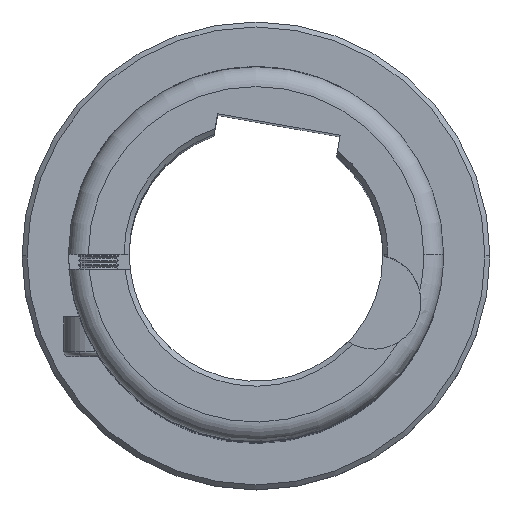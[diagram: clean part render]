
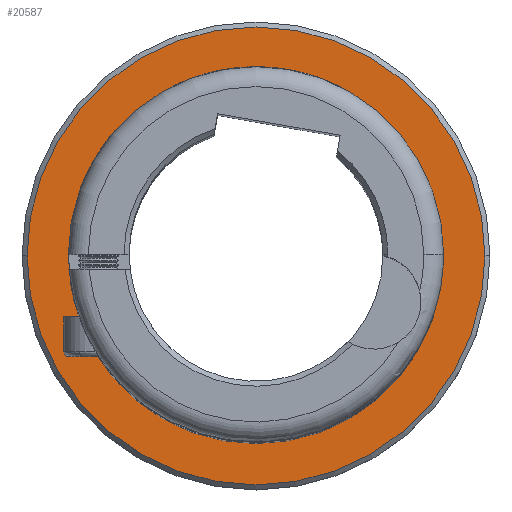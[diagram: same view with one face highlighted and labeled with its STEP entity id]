
A CAD part, top view. The second image highlights one B-rep face of the part: STEP entity #20587.
In plain terms, the highlighted planar face has unit normal (0, 0, 1).
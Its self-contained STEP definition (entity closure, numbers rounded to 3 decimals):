
#116 = DIRECTION ( 'NONE',  ( 0., -1., 0. ) ) ;
#659 = AXIS2_PLACEMENT_3D ( 'NONE', #24075, #3099, #21779 ) ;
#708 = CIRCLE ( 'NONE', #21750, 18.85 ) ;
#1620 = EDGE_CURVE ( 'NONE', #18929, #14239, #23413, .T. ) ;
#3099 = DIRECTION ( 'NONE',  ( 0., 0., 1. ) ) ;
#6045 = EDGE_CURVE ( 'NONE', #14239, #18929, #708, .T. ) ;
#7030 = FACE_OUTER_BOUND ( 'NONE', #21403, .T. ) ;
#7303 = CARTESIAN_POINT ( 'NONE',  ( -32.266, 69.354, -71.033 ) ) ;
#8894 = EDGE_LOOP ( 'NONE', ( #16662, #14181 ) ) ;
#9615 = AXIS2_PLACEMENT_3D ( 'NONE', #21406, #14812, #14511 ) ;
#10207 = AXIS2_PLACEMENT_3D ( 'NONE', #20623, #20016, #13131 ) ;
#12041 = AXIS2_PLACEMENT_3D ( 'NONE', #18807, #28179, #116 ) ;
#13131 = DIRECTION ( 'NONE',  ( 1., 0., 0. ) ) ;
#13358 = ORIENTED_EDGE ( 'NONE', *, *, #14081, .T. ) ;
#14081 = EDGE_CURVE ( 'NONE', #29913, #29564, #21711, .T. ) ;
#14181 = ORIENTED_EDGE ( 'NONE', *, *, #1620, .F. ) ;
#14227 = FACE_BOUND ( 'NONE', #8894, .T. ) ;
#14239 = VERTEX_POINT ( 'NONE', #25294 ) ;
#14511 = DIRECTION ( 'NONE',  ( -1., 0., 0. ) ) ;
#14812 = DIRECTION ( 'NONE',  ( 0., 0., 1. ) ) ;
#14895 = CARTESIAN_POINT ( 'NONE',  ( 13.734, 69.354, -71.033 ) ) ;
#15691 = ORIENTED_EDGE ( 'NONE', *, *, #16817, .T. ) ;
#16662 = ORIENTED_EDGE ( 'NONE', *, *, #6045, .F. ) ;
#16817 = EDGE_CURVE ( 'NONE', #29564, #29913, #22156, .T. ) ;
#18807 = CARTESIAN_POINT ( 'NONE',  ( -9.266, 69.354, -71.033 ) ) ;
#18929 = VERTEX_POINT ( 'NONE', #28600 ) ;
#19965 = CARTESIAN_POINT ( 'NONE',  ( -9.266, 69.354, -71.033 ) ) ;
#20016 = DIRECTION ( 'NONE',  ( 0., 0., 1. ) ) ;
#20587 = ADVANCED_FACE ( 'NONE', ( #14227, #7030 ), #30178, .F. ) ;
#20623 = CARTESIAN_POINT ( 'NONE',  ( -9.266, 69.354, -71.033 ) ) ;
#21403 = EDGE_LOOP ( 'NONE', ( #15691, #13358 ) ) ;
#21406 = CARTESIAN_POINT ( 'NONE',  ( -9.266, 69.354, -71.033 ) ) ;
#21711 = CIRCLE ( 'NONE', #659, 23. ) ;
#21750 = AXIS2_PLACEMENT_3D ( 'NONE', #19965, #22565, #29325 ) ;
#21779 = DIRECTION ( 'NONE',  ( -1., 0., 0. ) ) ;
#22156 = CIRCLE ( 'NONE', #9615, 23. ) ;
#22565 = DIRECTION ( 'NONE',  ( 0., 0., 1. ) ) ;
#23413 = CIRCLE ( 'NONE', #10207, 18.85 ) ;
#24075 = CARTESIAN_POINT ( 'NONE',  ( -9.266, 69.354, -71.033 ) ) ;
#25294 = CARTESIAN_POINT ( 'NONE',  ( -28.116, 69.354, -71.033 ) ) ;
#28179 = DIRECTION ( 'NONE',  ( 0., 0., -1. ) ) ;
#28600 = CARTESIAN_POINT ( 'NONE',  ( 9.584, 69.354, -71.033 ) ) ;
#29325 = DIRECTION ( 'NONE',  ( 1., 0., 0. ) ) ;
#29564 = VERTEX_POINT ( 'NONE', #7303 ) ;
#29913 = VERTEX_POINT ( 'NONE', #14895 ) ;
#30178 = PLANE ( 'NONE',  #12041 ) ;
